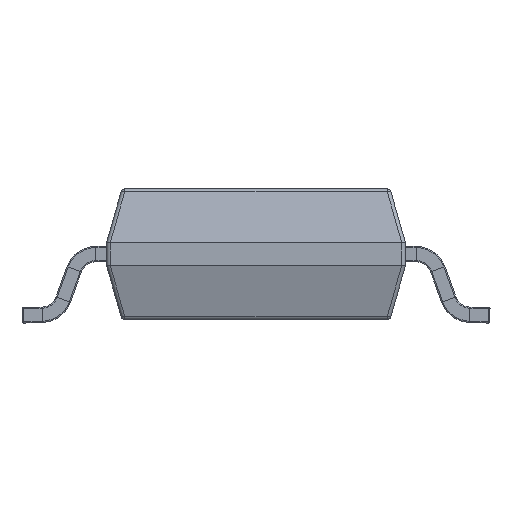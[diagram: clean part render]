
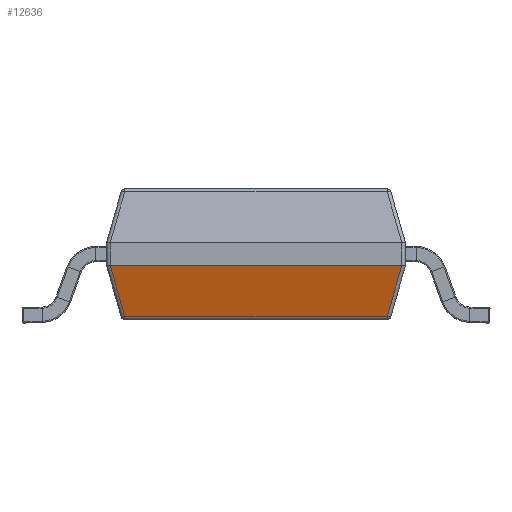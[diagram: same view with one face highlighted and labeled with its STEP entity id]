
A CAD part, front view. The second image highlights one B-rep face of the part: STEP entity #12636.
In plain terms, the highlighted planar face has unit normal (0, -0.962, -0.275).
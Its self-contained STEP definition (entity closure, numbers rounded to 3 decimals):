
#217 = CARTESIAN_POINT ( 'NONE',  ( -1.95, -4.95, 0.75 ) ) ;
#865 = CARTESIAN_POINT ( 'NONE',  ( -1.9, -4.95, 0.75 ) ) ;
#3795 = CARTESIAN_POINT ( 'NONE',  ( -1.905, -4.953, 0.762 ) ) ;
#5219 = CARTESIAN_POINT ( 'NONE',  ( 1.75, -4.76, 0.086 ) ) ;
#8577 = DIRECTION ( 'NONE',  ( 0., 0.962, 0.275 ) ) ;
#9032 = ORIENTED_EDGE ( 'NONE', *, *, #11263, .F. ) ;
#10113 = CARTESIAN_POINT ( 'NONE',  ( 1.901, -4.95, 0.75 ) ) ;
#10456 = ORIENTED_EDGE ( 'NONE', *, *, #28832, .T. ) ;
#11263 = EDGE_CURVE ( 'NONE', #51287, #58644, #33141, .T. ) ;
#12636 = ADVANCED_FACE ( 'NONE', ( #50055 ), #60715, .F. ) ;
#13871 = EDGE_CURVE ( 'NONE', #60379, #67553, #31708, .T. ) ;
#15950 = CARTESIAN_POINT ( 'NONE',  ( 1.9, -4.95, 0.75 ) ) ;
#17986 = CARTESIAN_POINT ( 'NONE',  ( -1.9, -4.95, 0.75 ) ) ;
#18360 = VECTOR ( 'NONE', #34544, 1000. ) ;
#18593 = CARTESIAN_POINT ( 'NONE',  ( -1.95, -4.95, 0.75 ) ) ;
#22444 = VECTOR ( 'NONE', #54146, 1000. ) ;
#23722 = EDGE_CURVE ( 'NONE', #54404, #60379, #32422, .T. ) ;
#27337 = CARTESIAN_POINT ( 'NONE',  ( -1.902, -4.95, 0.75 ) ) ;
#27449 = VECTOR ( 'NONE', #34938, 1000. ) ;
#28832 = EDGE_CURVE ( 'NONE', #51531, #54404, #55989, .T. ) ;
#30846 = AXIS2_PLACEMENT_3D ( 'NONE', #18593, #8577, #67781 ) ;
#31708 = LINE ( 'NONE', #66904, #18360 ) ;
#32422 = LINE ( 'NONE', #5219, #22444 ) ;
#33141 = LINE ( 'NONE', #217, #65923 ) ;
#34135 = CARTESIAN_POINT ( 'NONE',  ( -1.901, -4.95, 0.75 ) ) ;
#34544 = DIRECTION ( 'NONE',  ( 0.265, -0.265, 0.927 ) ) ;
#34938 = DIRECTION ( 'NONE',  ( 0.265, 0.265, -0.927 ) ) ;
#37058 = CARTESIAN_POINT ( 'NONE',  ( -1.902, -4.95, 0.75 ) ) ;
#38365 = CARTESIAN_POINT ( 'NONE',  ( -1.901, -4.95, 0.75 ) ) ;
#38452 = CARTESIAN_POINT ( 'NONE',  ( 1.712, -4.76, 0.086 ) ) ;
#40766 = ORIENTED_EDGE ( 'NONE', *, *, #13871, .T. ) ;
#44538 = ORIENTED_EDGE ( 'NONE', *, *, #45956, .T. ) ;
#45219 = DIRECTION ( 'NONE',  ( 1., 0., 0. ) ) ;
#45721 = EDGE_CURVE ( 'NONE', #51287, #51531, #54033, .T. ) ;
#45956 = EDGE_CURVE ( 'NONE', #67553, #58644, #61322, .T. ) ;
#47439 = EDGE_LOOP ( 'NONE', ( #9032, #70521, #10456, #58353, #40766, #44538 ) ) ;
#47608 = CARTESIAN_POINT ( 'NONE',  ( 1.9, -4.95, 0.75 ) ) ;
#48309 = CARTESIAN_POINT ( 'NONE',  ( 1.902, -4.95, 0.75 ) ) ;
#50055 = FACE_OUTER_BOUND ( 'NONE', #47439, .T. ) ;
#51287 = VERTEX_POINT ( 'NONE', #17986 ) ;
#51531 = VERTEX_POINT ( 'NONE', #37058 ) ;
#53998 = CARTESIAN_POINT ( 'NONE',  ( 1.901, -4.95, 0.75 ) ) ;
#54033 =( BOUNDED_CURVE ( )  B_SPLINE_CURVE ( 3, ( #865, #34135, #38365, #27337 ),
 .UNSPECIFIED., .F., .F. ) 
 B_SPLINE_CURVE_WITH_KNOTS ( ( 4, 4 ),
 ( 3.142, 3.179 ),
 .UNSPECIFIED. ) 
 CURVE ( )  GEOMETRIC_REPRESENTATION_ITEM ( )  RATIONAL_B_SPLINE_CURVE ( ( 1., 1., 1., 1. ) ) 
 REPRESENTATION_ITEM ( '' )  );
#54146 = DIRECTION ( 'NONE',  ( 1., 0., 0. ) ) ;
#54197 = CARTESIAN_POINT ( 'NONE',  ( -1.712, -4.76, 0.086 ) ) ;
#54404 = VERTEX_POINT ( 'NONE', #54197 ) ;
#55989 = LINE ( 'NONE', #3795, #27449 ) ;
#58292 = CARTESIAN_POINT ( 'NONE',  ( 1.902, -4.95, 0.75 ) ) ;
#58353 = ORIENTED_EDGE ( 'NONE', *, *, #23722, .T. ) ;
#58644 = VERTEX_POINT ( 'NONE', #15950 ) ;
#60379 = VERTEX_POINT ( 'NONE', #38452 ) ;
#60715 = PLANE ( 'NONE',  #30846 ) ;
#61322 =( BOUNDED_CURVE ( )  B_SPLINE_CURVE ( 3, ( #48309, #53998, #10113, #47608 ),
 .UNSPECIFIED., .F., .F. ) 
 B_SPLINE_CURVE_WITH_KNOTS ( ( 4, 4 ),
 ( 3.104, 3.142 ),
 .UNSPECIFIED. ) 
 CURVE ( )  GEOMETRIC_REPRESENTATION_ITEM ( )  RATIONAL_B_SPLINE_CURVE ( ( 1., 1., 1., 1. ) ) 
 REPRESENTATION_ITEM ( '' )  );
#65923 = VECTOR ( 'NONE', #45219, 1000. ) ;
#66904 = CARTESIAN_POINT ( 'NONE',  ( 1.632, -4.68, -0.196 ) ) ;
#67553 = VERTEX_POINT ( 'NONE', #58292 ) ;
#67781 = DIRECTION ( 'NONE',  ( 1., 0., 0. ) ) ;
#70521 = ORIENTED_EDGE ( 'NONE', *, *, #45721, .T. ) ;
